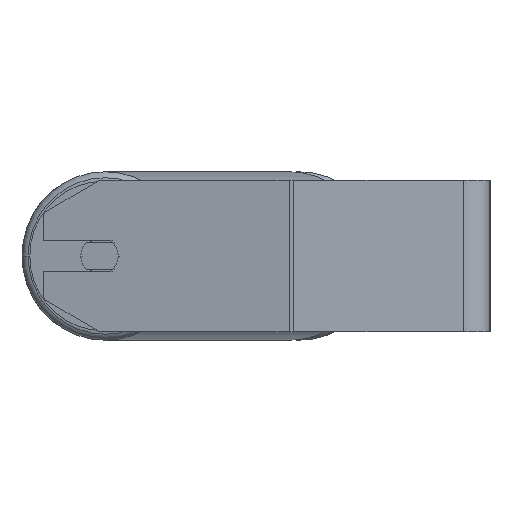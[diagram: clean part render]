
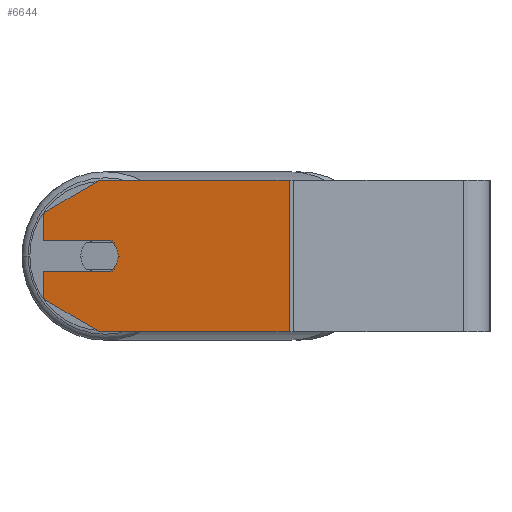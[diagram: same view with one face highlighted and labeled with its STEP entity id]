
A CAD part, left-side view. The second image highlights one B-rep face of the part: STEP entity #6644.
In plain terms, the highlighted planar face has unit normal (-0.985, 0.174, 0).
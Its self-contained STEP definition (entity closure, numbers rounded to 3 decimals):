
#65 = CARTESIAN_POINT ( 'NONE',  ( -893.182, 200.314, 8. ) ) ;
#181 = EDGE_CURVE ( 'NONE', #5341, #4111, #8265, .T. ) ;
#187 = CARTESIAN_POINT ( 'NONE',  ( -892.14, 206.223, 40. ) ) ;
#321 = DIRECTION ( 'NONE',  ( 0., 0., -1. ) ) ;
#354 = DIRECTION ( 'NONE',  ( -0.985, 0.174, 0. ) ) ;
#459 = VECTOR ( 'NONE', #1267, 1000. ) ;
#606 = EDGE_CURVE ( 'NONE', #7281, #1461, #7838, .T. ) ;
#831 = DIRECTION ( 'NONE',  ( -0.15, -0.853, -0.5 ) ) ;
#860 = DIRECTION ( 'NONE',  ( 0., 0., -1. ) ) ;
#1013 = CARTESIAN_POINT ( 'NONE',  ( -909.787, 106.14, 40. ) ) ;
#1021 = CARTESIAN_POINT ( 'NONE',  ( -909.787, 106.14, 40. ) ) ;
#1184 = CARTESIAN_POINT ( 'NONE',  ( -886.931, 235.768, 40. ) ) ;
#1267 = DIRECTION ( 'NONE',  ( -0.174, -0.985, 0. ) ) ;
#1283 = CARTESIAN_POINT ( 'NONE',  ( -893.182, 200.314, 8. ) ) ;
#1433 = EDGE_CURVE ( 'NONE', #5341, #8573, #4127, .T. ) ;
#1461 = VERTEX_POINT ( 'NONE', #4079 ) ;
#1621 = ORIENTED_EDGE ( 'NONE', *, *, #6024, .T. ) ;
#1666 = VERTEX_POINT ( 'NONE', #2616 ) ;
#1751 = VERTEX_POINT ( 'NONE', #1283 ) ;
#1821 = CARTESIAN_POINT ( 'NONE',  ( -892.14, 206.223, 0. ) ) ;
#1897 = VERTEX_POINT ( 'NONE', #187 ) ;
#1899 = AXIS2_PLACEMENT_3D ( 'NONE', #6693, #6067, #5935 ) ;
#1957 = VERTEX_POINT ( 'NONE', #5089 ) ;
#1964 = CARTESIAN_POINT ( 'NONE',  ( -893.182, 200.314, -8. ) ) ;
#1970 = CARTESIAN_POINT ( 'NONE',  ( -886.931, 235.768, -8. ) ) ;
#2113 = VECTOR ( 'NONE', #321, 1000. ) ;
#2147 = CARTESIAN_POINT ( 'NONE',  ( -892.14, 206.223, -40. ) ) ;
#2202 = CARTESIAN_POINT ( 'NONE',  ( -886.931, 235.768, 40. ) ) ;
#2258 = CARTESIAN_POINT ( 'NONE',  ( -892.14, 206.223, -40. ) ) ;
#2388 = LINE ( 'NONE', #4960, #4558 ) ;
#2528 = DIRECTION ( 'NONE',  ( -0.985, 0.174, 0. ) ) ;
#2567 = AXIS2_PLACEMENT_3D ( 'NONE', #7781, #354, #4373 ) ;
#2616 = CARTESIAN_POINT ( 'NONE',  ( -886.931, 235.768, 22.679 ) ) ;
#2761 = DIRECTION ( 'NONE',  ( 0.174, 0.985, 0. ) ) ;
#3042 = FACE_OUTER_BOUND ( 'NONE', #7005, .T. ) ;
#3406 = VERTEX_POINT ( 'NONE', #4203 ) ;
#3704 = ORIENTED_EDGE ( 'NONE', *, *, #181, .T. ) ;
#3710 = DIRECTION ( 'NONE',  ( -0.174, -0.985, 0. ) ) ;
#3722 = VECTOR ( 'NONE', #4152, 1000. ) ;
#3854 = LINE ( 'NONE', #5921, #3722 ) ;
#3866 = VECTOR ( 'NONE', #831, 1000. ) ;
#3869 = PLANE ( 'NONE',  #1899 ) ;
#4039 = AXIS2_PLACEMENT_3D ( 'NONE', #1821, #2528, #8643 ) ;
#4079 = CARTESIAN_POINT ( 'NONE',  ( -909.787, 106.14, -40. ) ) ;
#4111 = VERTEX_POINT ( 'NONE', #8477 ) ;
#4124 = CIRCLE ( 'NONE', #2567, 10. ) ;
#4127 = LINE ( 'NONE', #1964, #6925 ) ;
#4152 = DIRECTION ( 'NONE',  ( 0.15, 0.853, -0.5 ) ) ;
#4203 = CARTESIAN_POINT ( 'NONE',  ( -886.931, 235.768, 8. ) ) ;
#4373 = DIRECTION ( 'NONE',  ( -0.174, -0.985, 0. ) ) ;
#4558 = VECTOR ( 'NONE', #3710, 1000. ) ;
#4587 = CARTESIAN_POINT ( 'NONE',  ( -886.931, 235.768, 40. ) ) ;
#4664 = EDGE_CURVE ( 'NONE', #8573, #1957, #4124, .T. ) ;
#4671 = EDGE_CURVE ( 'NONE', #7934, #1461, #2388, .T. ) ;
#4708 = VECTOR ( 'NONE', #2761, 1000. ) ;
#4814 = EDGE_CURVE ( 'NONE', #1897, #7281, #8669, .T. ) ;
#4960 = CARTESIAN_POINT ( 'NONE',  ( -886.931, 235.768, -40. ) ) ;
#5089 = CARTESIAN_POINT ( 'NONE',  ( -893.876, 196.375, 0. ) ) ;
#5249 = EDGE_CURVE ( 'NONE', #1666, #3406, #7860, .T. ) ;
#5341 = VERTEX_POINT ( 'NONE', #1970 ) ;
#5350 = CARTESIAN_POINT ( 'NONE',  ( -893.182, 200.314, -8. ) ) ;
#5640 = ORIENTED_EDGE ( 'NONE', *, *, #8090, .F. ) ;
#5658 = EDGE_CURVE ( 'NONE', #1751, #3406, #6117, .T. ) ;
#5737 = CIRCLE ( 'NONE', #4039, 10. ) ;
#5899 = ORIENTED_EDGE ( 'NONE', *, *, #606, .F. ) ;
#5921 = CARTESIAN_POINT ( 'NONE',  ( -886.931, 235.768, 22.679 ) ) ;
#5935 = DIRECTION ( 'NONE',  ( 0.174, 0.985, 0. ) ) ;
#5939 = EDGE_CURVE ( 'NONE', #1897, #1666, #3854, .T. ) ;
#6024 = EDGE_CURVE ( 'NONE', #4111, #7934, #8322, .T. ) ;
#6035 = ORIENTED_EDGE ( 'NONE', *, *, #4671, .T. ) ;
#6067 = DIRECTION ( 'NONE',  ( 0.985, -0.174, 0. ) ) ;
#6116 = DIRECTION ( 'NONE',  ( -0.174, -0.985, 0. ) ) ;
#6117 = LINE ( 'NONE', #65, #4708 ) ;
#6127 = ORIENTED_EDGE ( 'NONE', *, *, #5249, .T. ) ;
#6163 = ORIENTED_EDGE ( 'NONE', *, *, #5658, .F. ) ;
#6219 = ORIENTED_EDGE ( 'NONE', *, *, #1433, .F. ) ;
#6526 = ORIENTED_EDGE ( 'NONE', *, *, #4814, .F. ) ;
#6644 = ADVANCED_FACE ( 'NONE', ( #3042 ), #3869, .F. ) ;
#6678 = VECTOR ( 'NONE', #7996, 1000. ) ;
#6693 = CARTESIAN_POINT ( 'NONE',  ( -886.931, 235.768, 40. ) ) ;
#6749 = ORIENTED_EDGE ( 'NONE', *, *, #5939, .T. ) ;
#6925 = VECTOR ( 'NONE', #6116, 1000. ) ;
#7005 = EDGE_LOOP ( 'NONE', ( #8028, #6219, #3704, #1621, #6035, #5899, #6526, #6749, #6127, #6163, #5640 ) ) ;
#7281 = VERTEX_POINT ( 'NONE', #1013 ) ;
#7628 = VECTOR ( 'NONE', #860, 1000. ) ;
#7781 = CARTESIAN_POINT ( 'NONE',  ( -892.14, 206.223, 0. ) ) ;
#7838 = LINE ( 'NONE', #1021, #2113 ) ;
#7860 = LINE ( 'NONE', #4587, #6678 ) ;
#7934 = VERTEX_POINT ( 'NONE', #2147 ) ;
#7996 = DIRECTION ( 'NONE',  ( 0., 0., -1. ) ) ;
#8028 = ORIENTED_EDGE ( 'NONE', *, *, #4664, .F. ) ;
#8090 = EDGE_CURVE ( 'NONE', #1957, #1751, #5737, .T. ) ;
#8265 = LINE ( 'NONE', #2202, #7628 ) ;
#8322 = LINE ( 'NONE', #2258, #3866 ) ;
#8477 = CARTESIAN_POINT ( 'NONE',  ( -886.931, 235.768, -22.679 ) ) ;
#8573 = VERTEX_POINT ( 'NONE', #5350 ) ;
#8643 = DIRECTION ( 'NONE',  ( -0.174, -0.985, 0. ) ) ;
#8669 = LINE ( 'NONE', #1184, #459 ) ;
